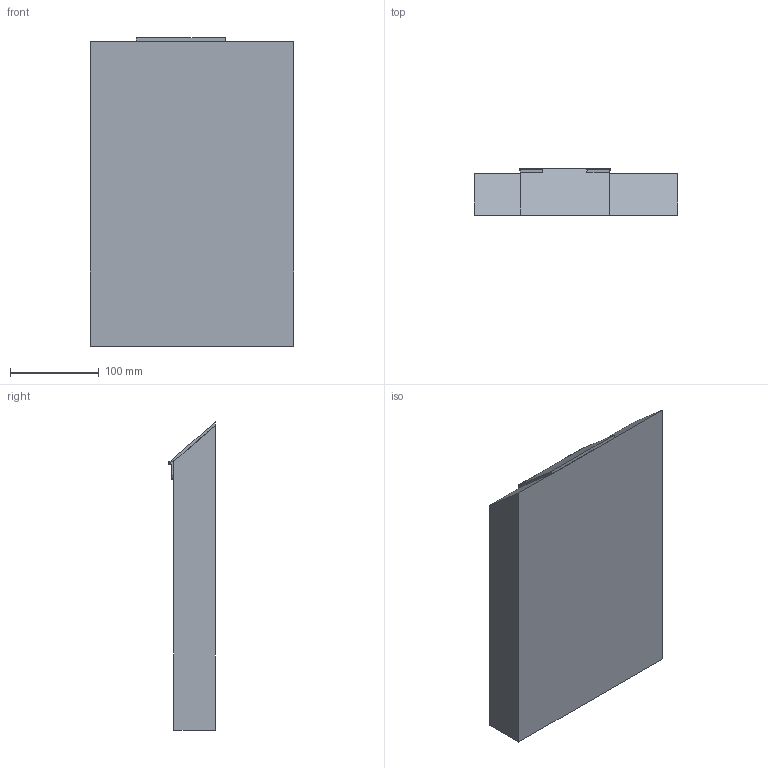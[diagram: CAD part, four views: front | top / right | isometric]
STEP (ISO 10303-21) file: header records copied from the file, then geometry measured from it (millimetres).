
FILE_DESCRIPTION(/* description */ (''),/* implementation_level */ '2;1');
FILE_NAME(/* name */ 'CoverFull.stp',/* time_stamp */ '2023-03-14T11:56:49+03:00',/* author */ ('Josh'),/* organization */ (''),/* preprocessor_version */ 'ST-DEVELOPER v19',/* originating_system */ 'Autodesk Inventor 2023',/* authorisation */ '');
FILE_SCHEMA (('AUTOMOTIVE_DESIGN { 1 0 10303 214 3 1 1 }'));
Length unit declared in the file: millimetre
Products named in the file (6): Cover; Toolbox cover; Cover_1; Cover2; 3d; 1,75
Assembly tree (5 placements, depth 2):
  Cover
    Toolbox cover
    Cover_1
    Cover2
    3d
    1,75
Bounding box: 229 x 52.79 x 347.27 mm (x, y, z)
Volume: 3359301.7 mm3; surface area: 261186.5 mm2
Topology: 5 solids, 5 shells, 115 faces, 301 edges, 198 vertices
Faces by surface type: plane 88, cylinder 27
Full cylindrical faces by diameter (mm): 1.75 x1, 2 x3
Entity records: 3783 total; most frequent: CARTESIAN_POINT 626, DIRECTION 609, ORIENTED_EDGE 602, EDGE_CURVE 301, LINE 247, VECTOR 247, VERTEX_POINT 198, AXIS2_PLACEMENT_3D 181
